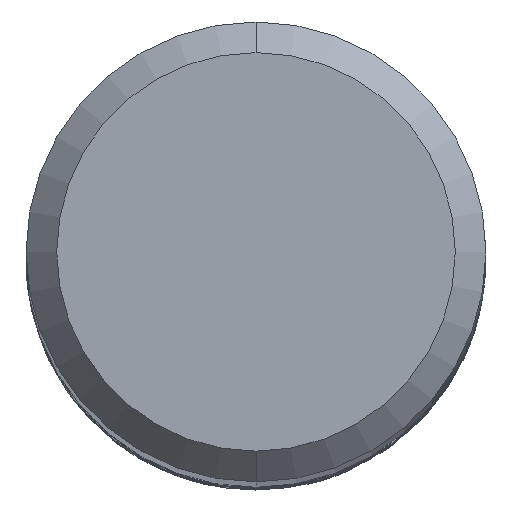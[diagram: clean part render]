
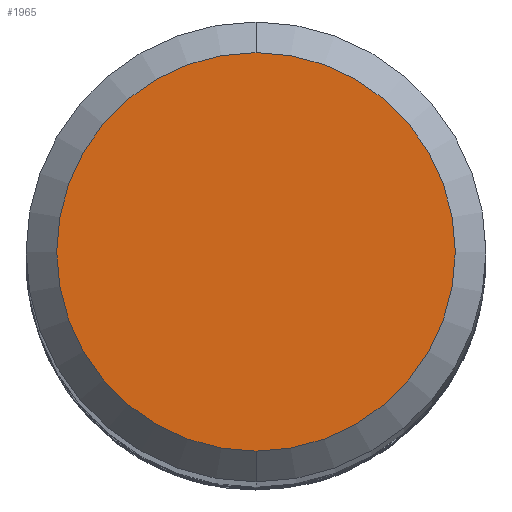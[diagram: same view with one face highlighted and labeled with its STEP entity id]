
A CAD part, top view. The second image highlights one B-rep face of the part: STEP entity #1965.
In plain terms, the highlighted planar face has unit normal (0, 0, 1).
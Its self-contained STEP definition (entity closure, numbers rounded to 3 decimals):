
#1591=EDGE_CURVE('',#3251,#1613,#4059,.T.);
#1613=VERTEX_POINT('',#4084);
#1965=ADVANCED_FACE('',(#4465),#4466,.T.);
#3251=VERTEX_POINT('',#5864);
#3635=EDGE_CURVE('',#1613,#3251,#6280,.T.);
#4059=CIRCLE('',#8701,2.6);
#4084=CARTESIAN_POINT('',(0.,-2.6,0.0));
#4465=FACE_OUTER_BOUND('',#13265,.T.);
#4466=PLANE('',#13266);
#5864=CARTESIAN_POINT('',(0.0,2.6,0.0));
#6280=CIRCLE('',#29320,2.6);
#8701=AXIS2_PLACEMENT_3D('',#29727,#29728,#29729);
#13265=EDGE_LOOP('',(#30100,#30101));
#13266=AXIS2_PLACEMENT_3D('',#30102,#30103,#30104);
#29320=AXIS2_PLACEMENT_3D('',#32095,#32096,#32097);
#29727=CARTESIAN_POINT('',(0.0,0.0,0.0));
#29728=DIRECTION('',(0.0,0.0,-1.0));
#29729=DIRECTION('',(0.0,1.0,0.0));
#30100=ORIENTED_EDGE('',*,*,#1591,.F.);
#30101=ORIENTED_EDGE('',*,*,#3635,.F.);
#30102=CARTESIAN_POINT('',(0.0,1.3,0.0));
#30103=DIRECTION('',(-0.0,0.0,1.0));
#30104=DIRECTION('',(0.0,-1.0,0.0));
#32095=CARTESIAN_POINT('',(0.0,0.0,0.0));
#32096=DIRECTION('',(0.0,0.0,-1.0));
#32097=DIRECTION('',(0.0,1.0,0.0));
